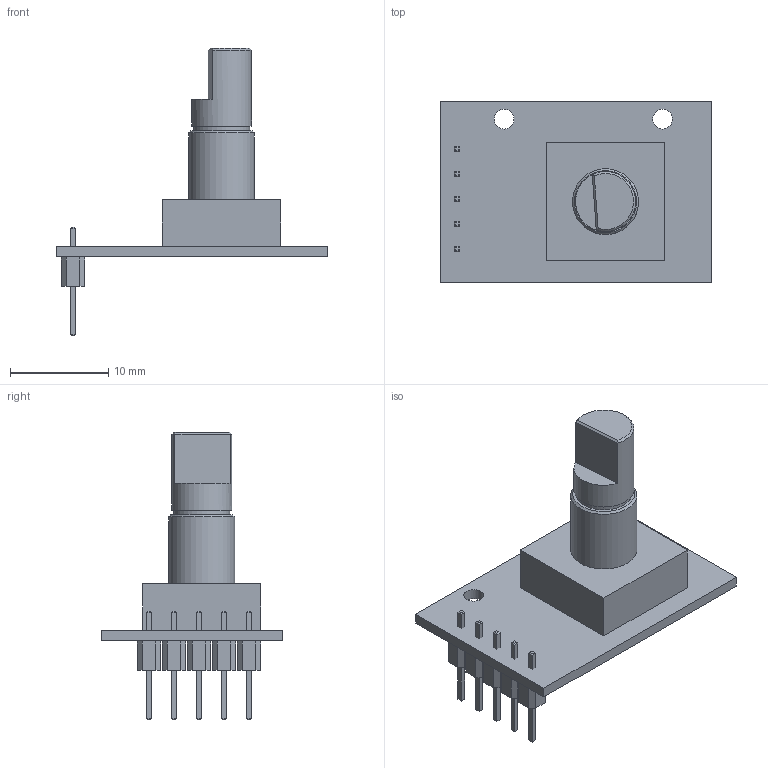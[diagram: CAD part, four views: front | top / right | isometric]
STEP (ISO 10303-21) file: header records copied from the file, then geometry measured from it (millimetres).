
FILE_DESCRIPTION(/* description */ ('STEP AP242','CAx-IF Rec.Pracs.---Representation and Presentation of Product Manufacturing Information (PMI)---4.0---2014-10-13','CAx-IF Rec.Pracs.---3D Tessellated Geometry---0.4---2014-09-14','2;1','CAx-IF Rec.Pracs.---User Defined Attributes---1.5---2016-08-15'),/* implementation_level */ '2;1');
FILE_NAME(/* name */ '691e15499d888d2a745f5742',/* time_stamp */ '2025-11-19T19:06:50Z',/* author */ (''),/* organization */ (''),/* preprocessor_version */ 'ST-DEVELOPER v20',/* originating_system */ 'ONSHAPE BY PTC INC, 1.206',/* authorisation */ ' ');
FILE_SCHEMA (('AP242_MANAGED_MODEL_BASED_3D_ENGINEERING_MIM_LF { 1 0 10303 442 1 1 4 }'));
Length unit declared in the file: metre
Products named in the file (12): Part 1; Part 2; Part 3; Part 4; Part 5; Part 6; Part 7; Part 8; Part 9; Part 10; Part 11; Part 12
Bounding box: 27.6 x 18.4 x 29.2 mm (x, y, z)
Volume: 1770.4 mm3; surface area: 2224.2 mm2
Topology: 12 solids, 12 shells, 145 faces, 311 edges, 193 vertices
Faces by surface type: plane 138, cylinder 5, cone 2
Full cylindrical faces by diameter (mm): 2 x2, 5.7 x1, 6.1 x1, 6.7 x1
Entity records: 4906 total; most frequent: CARTESIAN_POINT 659, DIRECTION 629, ORIENTED_EDGE 608, EDGE_CURVE 304, LINE 289, VECTOR 289, VERTEX_POINT 192, AXIS2_PLACEMENT_3D 170
